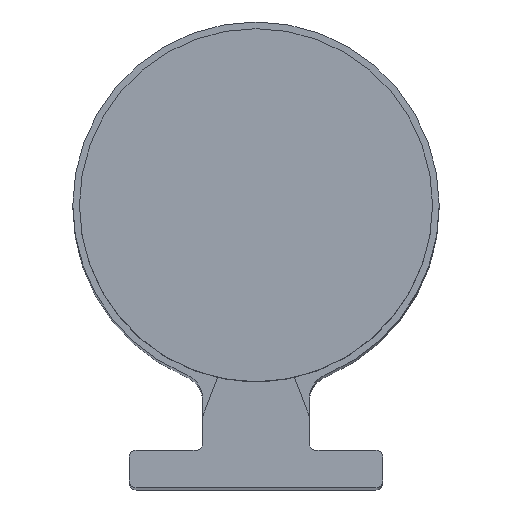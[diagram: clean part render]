
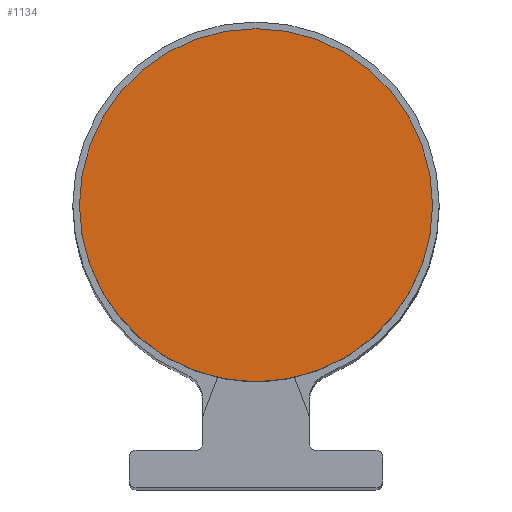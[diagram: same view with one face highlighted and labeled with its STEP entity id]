
A CAD part, top view. The second image highlights one B-rep face of the part: STEP entity #1134.
In plain terms, the highlighted planar face has unit normal (0, 0, 1).
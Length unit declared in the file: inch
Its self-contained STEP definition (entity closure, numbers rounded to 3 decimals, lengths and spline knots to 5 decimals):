
#73 = CARTESIAN_POINT ( 'NONE',  ( -0.1325, 0., 0. ) ) ;
#106 = PLANE ( 'NONE',  #255 ) ;
#193 = DIRECTION ( 'NONE',  ( 1., 0., 0. ) ) ;
#204 = CARTESIAN_POINT ( 'NONE',  ( 0., 0., 0. ) ) ;
#218 = AXIS2_PLACEMENT_3D ( 'NONE', #288, #378, #777 ) ;
#236 = VERTEX_POINT ( 'NONE', #432 ) ;
#255 = AXIS2_PLACEMENT_3D ( 'NONE', #204, #576, #193 ) ;
#288 = CARTESIAN_POINT ( 'NONE',  ( 0., 0., 0. ) ) ;
#378 = DIRECTION ( 'NONE',  ( 0., 0., 1. ) ) ;
#432 = CARTESIAN_POINT ( 'NONE',  ( 0.1325, 0., 0. ) ) ;
#463 = ORIENTED_EDGE ( 'NONE', *, *, #606, .T. ) ;
#483 = CARTESIAN_POINT ( 'NONE',  ( 0., 0., 0. ) ) ;
#529 = EDGE_CURVE ( 'NONE', #236, #1049, #973, .T. ) ;
#561 = CIRCLE ( 'NONE', #218, 0.1325 ) ;
#576 = DIRECTION ( 'NONE',  ( 0., 0., 1. ) ) ;
#606 = EDGE_CURVE ( 'NONE', #1049, #236, #561, .T. ) ;
#630 = EDGE_LOOP ( 'NONE', ( #866, #463 ) ) ;
#777 = DIRECTION ( 'NONE',  ( 1., 0., 0. ) ) ;
#799 = FACE_OUTER_BOUND ( 'NONE', #630, .T. ) ;
#866 = ORIENTED_EDGE ( 'NONE', *, *, #529, .T. ) ;
#873 = DIRECTION ( 'NONE',  ( 0., 0., 1. ) ) ;
#973 = CIRCLE ( 'NONE', #1227, 0.1325 ) ;
#1049 = VERTEX_POINT ( 'NONE', #73 ) ;
#1134 = ADVANCED_FACE ( 'NONE', ( #799 ), #106, .T. ) ;
#1227 = AXIS2_PLACEMENT_3D ( 'NONE', #483, #873, #1232 ) ;
#1232 = DIRECTION ( 'NONE',  ( 1., 0., 0. ) ) ;
